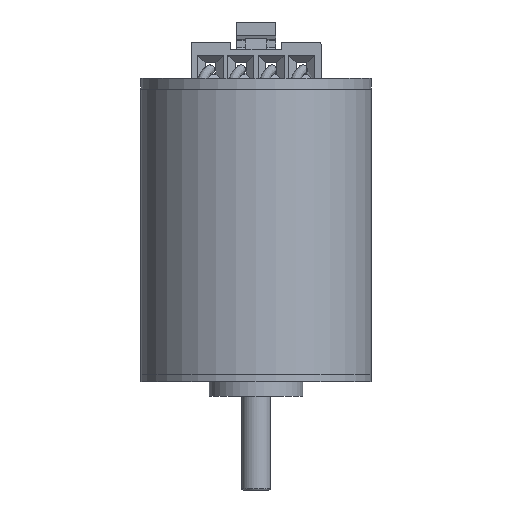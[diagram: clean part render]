
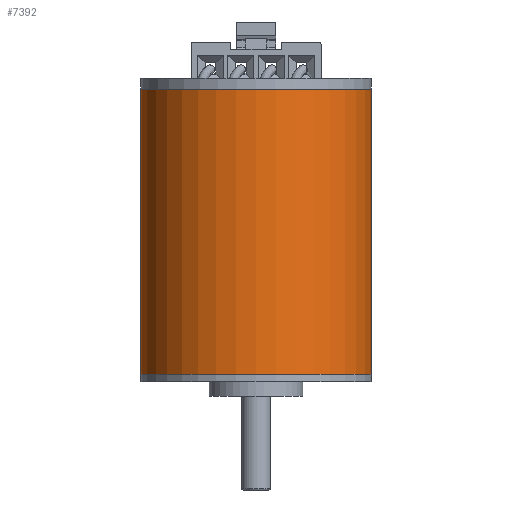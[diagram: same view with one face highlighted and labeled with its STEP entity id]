
A CAD part, left-side view. The second image highlights one B-rep face of the part: STEP entity #7392.
In plain terms, the highlighted cylindrical face has radius 16 mm (diameter 32 mm), a full revolution.
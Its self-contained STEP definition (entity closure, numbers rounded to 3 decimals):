
#176 = DIRECTION ( 'NONE',  ( 1., 0., 0. ) ) ;
#1514 = EDGE_LOOP ( 'NONE', ( #14314 ) ) ;
#2071 = CIRCLE ( 'NONE', #2811, 16. ) ;
#2741 = FACE_OUTER_BOUND ( 'NONE', #1514, .T. ) ;
#2811 = AXIS2_PLACEMENT_3D ( 'NONE', #8611, #8296, #176 ) ;
#7392 = ADVANCED_FACE ( 'NONE', ( #9880, #2741 ), #12284, .T. ) ;
#7610 = CARTESIAN_POINT ( 'NONE',  ( 16., 0., 39.5 ) ) ;
#7759 = VERTEX_POINT ( 'NONE', #7610 ) ;
#7987 = CARTESIAN_POINT ( 'NONE',  ( 0., 0., 0. ) ) ;
#8296 = DIRECTION ( 'NONE',  ( 0., 0., 1. ) ) ;
#8611 = CARTESIAN_POINT ( 'NONE',  ( 0., 0., 39.5 ) ) ;
#8930 = CARTESIAN_POINT ( 'NONE',  ( 16., 0., 0. ) ) ;
#9074 = EDGE_LOOP ( 'NONE', ( #15273 ) ) ;
#9403 = EDGE_CURVE ( 'NONE', #7759, #7759, #2071, .T. ) ;
#9485 = CIRCLE ( 'NONE', #11255, 16. ) ;
#9722 = DIRECTION ( 'NONE',  ( -1., 0., 0. ) ) ;
#9880 = FACE_OUTER_BOUND ( 'NONE', #9074, .T. ) ;
#10429 = EDGE_CURVE ( 'NONE', #13510, #13510, #9485, .T. ) ;
#11255 = AXIS2_PLACEMENT_3D ( 'NONE', #7987, #15292, #14054 ) ;
#12284 = CYLINDRICAL_SURFACE ( 'NONE', #13906, 16. ) ;
#13510 = VERTEX_POINT ( 'NONE', #8930 ) ;
#13906 = AXIS2_PLACEMENT_3D ( 'NONE', #14371, #14606, #9722 ) ;
#14054 = DIRECTION ( 'NONE',  ( 1., 0., 0. ) ) ;
#14314 = ORIENTED_EDGE ( 'NONE', *, *, #10429, .T. ) ;
#14371 = CARTESIAN_POINT ( 'NONE',  ( 0., 0., 39.5 ) ) ;
#14606 = DIRECTION ( 'NONE',  ( 0., 0., -1. ) ) ;
#15273 = ORIENTED_EDGE ( 'NONE', *, *, #9403, .F. ) ;
#15292 = DIRECTION ( 'NONE',  ( 0., 0., 1. ) ) ;
